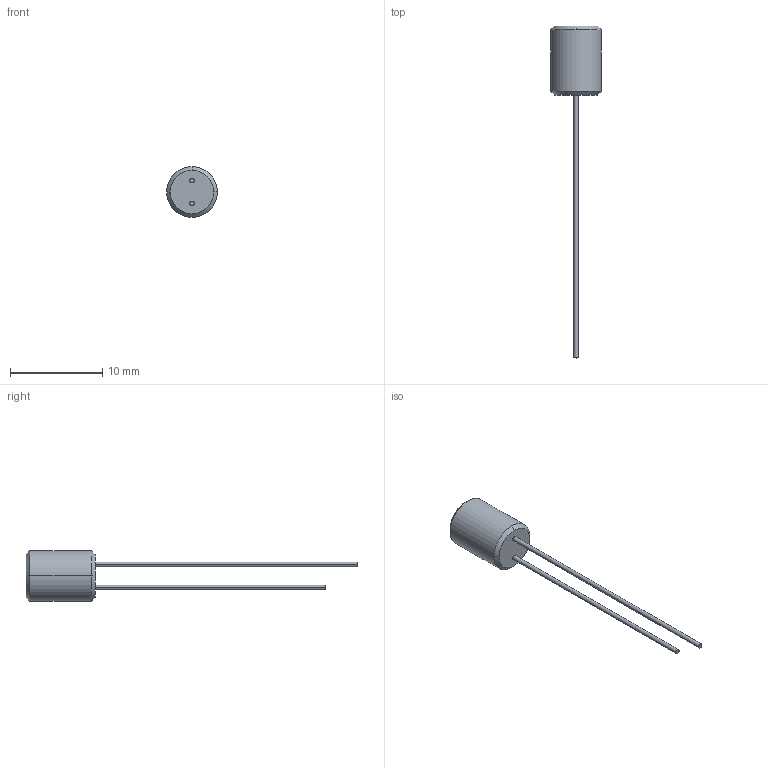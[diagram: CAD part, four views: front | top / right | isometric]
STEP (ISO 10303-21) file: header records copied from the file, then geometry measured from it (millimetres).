
FILE_DESCRIPTION(('STEP AP242'),'1');
FILE_NAME('rlb0608-102kl.stp','2021-09-10T14:43:56',('TraceParts'),('TraceParts S.A.'),'Spatial InterOp 3D',' ',' ');
FILE_SCHEMA(('AP242_MANAGED_MODEL_BASED_3D_ENGINEERING_MIM_LF {1 0 10303 442 1 1 4}'));
Length unit declared in the file: millimetre
Products named in the file (1): rlb0608-102kl
Bounding box: 5.5 x 36 x 5.5 mm (x, y, z)
Volume: 186.1 mm3; surface area: 252.6 mm2
Topology: 1 solids, 1 shells, 18 faces, 38 edges, 24 vertices
Faces by surface type: cone 8, cylinder 6, plane 4
Entity records: 509 total; most frequent: DIRECTION 100, CARTESIAN_POINT 81, ORIENTED_EDGE 76, AXIS2_PLACEMENT_3D 43, EDGE_CURVE 38, VERTEX_POINT 24, CIRCLE 24, EDGE_LOOP 20
